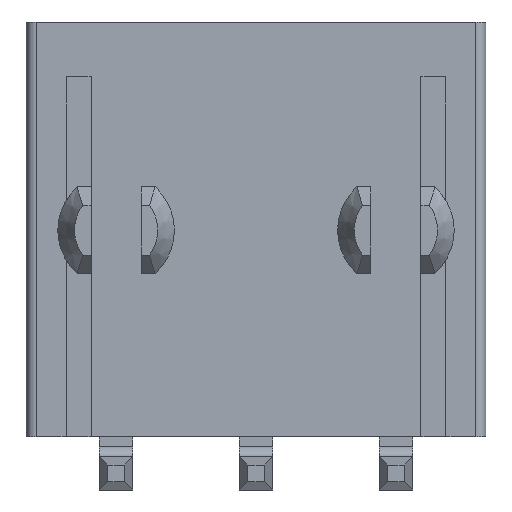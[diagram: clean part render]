
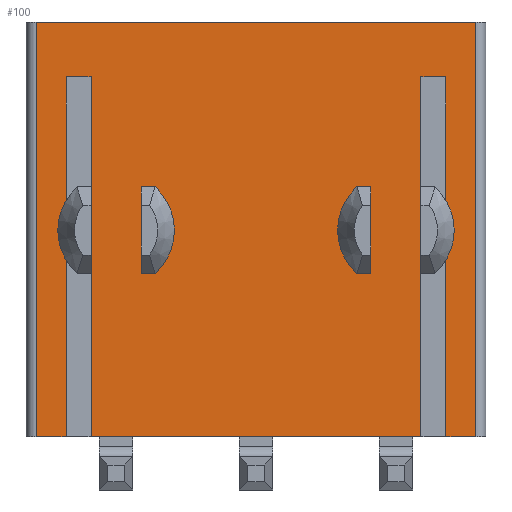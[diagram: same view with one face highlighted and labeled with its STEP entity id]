
A CAD part, front view. The second image highlights one B-rep face of the part: STEP entity #100.
In plain terms, the highlighted planar face has unit normal (0, -1, 0).
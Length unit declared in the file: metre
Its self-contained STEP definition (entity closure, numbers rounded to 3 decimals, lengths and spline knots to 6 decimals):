
#100 = ADVANCED_FACE( '', ( #308, #309, #310 ), #311, .T. );
#308 = FACE_OUTER_BOUND( '', #615, .T. );
#309 = FACE_BOUND( '', #616, .T. );
#310 = FACE_BOUND( '', #617, .T. );
#311 = PLANE( '', #618 );
#615 = EDGE_LOOP( '', ( #1244, #1245, #1246, #1247, #1248, #1249, #1250, #1251, #1252, #1253, #1254, #1255 ) );
#616 = EDGE_LOOP( '', ( #1256, #1257 ) );
#617 = EDGE_LOOP( '', ( #1258, #1259 ) );
#618 = AXIS2_PLACEMENT_3D( '', #1260, #1261, #1262 );
#1244 = ORIENTED_EDGE( '', *, *, #2181, .F. );
#1245 = ORIENTED_EDGE( '', *, *, #2182, .F. );
#1246 = ORIENTED_EDGE( '', *, *, #2183, .T. );
#1247 = ORIENTED_EDGE( '', *, *, #2008, .T. );
#1248 = ORIENTED_EDGE( '', *, *, #2133, .F. );
#1249 = ORIENTED_EDGE( '', *, *, #2184, .F. );
#1250 = ORIENTED_EDGE( '', *, *, #2185, .T. );
#1251 = ORIENTED_EDGE( '', *, *, #2186, .F. );
#1252 = ORIENTED_EDGE( '', *, *, #2046, .T. );
#1253 = ORIENTED_EDGE( '', *, *, #2187, .F. );
#1254 = ORIENTED_EDGE( '', *, *, #2178, .T. );
#1255 = ORIENTED_EDGE( '', *, *, #2188, .F. );
#1256 = ORIENTED_EDGE( '', *, *, #2189, .T. );
#1257 = ORIENTED_EDGE( '', *, *, #2190, .T. );
#1258 = ORIENTED_EDGE( '', *, *, #2191, .T. );
#1259 = ORIENTED_EDGE( '', *, *, #2192, .T. );
#1260 = CARTESIAN_POINT( '', ( 0.0069, 0.0004, 0. ) );
#1261 = DIRECTION( '', ( 0., -1., 0. ) );
#1262 = DIRECTION( '', ( 0., 0., -1. ) );
#2008 = EDGE_CURVE( '', #2401, #2399, #2402, .T. );
#2046 = EDGE_CURVE( '', #2474, #2472, #2475, .T. );
#2133 = EDGE_CURVE( '', #2623, #2399, #2626, .T. );
#2178 = EDGE_CURVE( '', #2688, #2698, #2700, .T. );
#2181 = EDGE_CURVE( '', #2703, #2704, #2705, .T. );
#2182 = EDGE_CURVE( '', #2706, #2703, #2707, .T. );
#2183 = EDGE_CURVE( '', #2706, #2401, #2708, .T. );
#2184 = EDGE_CURVE( '', #2709, #2623, #2710, .T. );
#2185 = EDGE_CURVE( '', #2709, #2711, #2712, .T. );
#2186 = EDGE_CURVE( '', #2474, #2711, #2713, .T. );
#2187 = EDGE_CURVE( '', #2688, #2472, #2714, .T. );
#2188 = EDGE_CURVE( '', #2704, #2698, #2715, .T. );
#2189 = EDGE_CURVE( '', #2716, #2717, #2718, .T. );
#2190 = EDGE_CURVE( '', #2717, #2716, #2719, .T. );
#2191 = EDGE_CURVE( '', #2720, #2721, #2722, .T. );
#2192 = EDGE_CURVE( '', #2721, #2720, #2723, .T. );
#2399 = VERTEX_POINT( '', #3022 );
#2401 = VERTEX_POINT( '', #3024 );
#2402 = LINE( '', #3025, #3026 );
#2472 = VERTEX_POINT( '', #3129 );
#2474 = VERTEX_POINT( '', #3132 );
#2475 = LINE( '', #3133, #3134 );
#2623 = VERTEX_POINT( '', #3358 );
#2626 = LINE( '', #3361, #3362 );
#2688 = VERTEX_POINT( '', #3455 );
#2698 = VERTEX_POINT( '', #3471 );
#2700 = LINE( '', #3474, #3475 );
#2703 = VERTEX_POINT( '', #3480 );
#2704 = VERTEX_POINT( '', #3481 );
#2705 = LINE( '', #3482, #3483 );
#2706 = VERTEX_POINT( '', #3484 );
#2707 = LINE( '', #3485, #3486 );
#2708 = LINE( '', #3487, #3488 );
#2709 = VERTEX_POINT( '', #3489 );
#2710 = LINE( '', #3490, #3491 );
#2711 = VERTEX_POINT( '', #3492 );
#2712 = LINE( '', #3493, #3494 );
#2713 = LINE( '', #3495, #3496 );
#2714 = LINE( '', #3497, #3498 );
#2715 = LINE( '', #3499, #3500 );
#2716 = VERTEX_POINT( '', #3501 );
#2717 = VERTEX_POINT( '', #3502 );
#2718 = LINE( '', #3503, #3504 );
#2719 = CIRCLE( '', #3505, 0.0015 );
#2720 = VERTEX_POINT( '', #3506 );
#2721 = VERTEX_POINT( '', #3507 );
#2722 = LINE( '', #3508, #3509 );
#2723 = CIRCLE( '', #3510, 0.0015 );
#3022 = CARTESIAN_POINT( '', ( -0.0066, 0.0004, 0. ) );
#3024 = CARTESIAN_POINT( '', ( 0.0066, 0.0004, 0. ) );
#3025 = CARTESIAN_POINT( '', ( 0.0066, 0.0004, 0. ) );
#3026 = VECTOR( '', #3879, 1. );
#3129 = CARTESIAN_POINT( '', ( -0.00495, 0.0004, -0.01245 ) );
#3132 = CARTESIAN_POINT( '', ( -0.00495, 0.0004, -0.00165 ) );
#3133 = CARTESIAN_POINT( '', ( -0.00495, 0.0004, -0.00165 ) );
#3134 = VECTOR( '', #3923, 1. );
#3358 = CARTESIAN_POINT( '', ( -0.0066, 0.0004, -0.01245 ) );
#3361 = CARTESIAN_POINT( '', ( -0.0066, 0.0004, -0.01245 ) );
#3362 = VECTOR( '', #4030, 1. );
#3455 = CARTESIAN_POINT( '', ( 0.00495, 0.0004, -0.01245 ) );
#3471 = CARTESIAN_POINT( '', ( 0.00495, 0.0004, -0.00165 ) );
#3474 = CARTESIAN_POINT( '', ( 0.00495, 0.0004, -0.01245 ) );
#3475 = VECTOR( '', #4087, 1. );
#3480 = CARTESIAN_POINT( '', ( 0.0057, 0.0004, -0.01245 ) );
#3481 = CARTESIAN_POINT( '', ( 0.0057, 0.0004, -0.00165 ) );
#3482 = CARTESIAN_POINT( '', ( 0.0057, 0.0004, -0.01245 ) );
#3483 = VECTOR( '', #4090, 1. );
#3484 = CARTESIAN_POINT( '', ( 0.0066, 0.0004, -0.01245 ) );
#3485 = CARTESIAN_POINT( '', ( 0.0066, 0.0004, -0.01245 ) );
#3486 = VECTOR( '', #4091, 1. );
#3487 = CARTESIAN_POINT( '', ( 0.0066, 0.0004, -0.01245 ) );
#3488 = VECTOR( '', #4092, 1. );
#3489 = CARTESIAN_POINT( '', ( -0.0057, 0.0004, -0.01245 ) );
#3490 = CARTESIAN_POINT( '', ( -0.0057, 0.0004, -0.01245 ) );
#3491 = VECTOR( '', #4093, 1. );
#3492 = CARTESIAN_POINT( '', ( -0.0057, 0.0004, -0.00165 ) );
#3493 = CARTESIAN_POINT( '', ( -0.0057, 0.0004, -0.01245 ) );
#3494 = VECTOR( '', #4094, 1. );
#3495 = CARTESIAN_POINT( '', ( -0.00495, 0.0004, -0.00165 ) );
#3496 = VECTOR( '', #4095, 1. );
#3497 = CARTESIAN_POINT( '', ( 0.00495, 0.0004, -0.01245 ) );
#3498 = VECTOR( '', #4096, 1. );
#3499 = CARTESIAN_POINT( '', ( 0.0057, 0.0004, -0.00165 ) );
#3500 = VECTOR( '', #4097, 1. );
#3501 = CARTESIAN_POINT( '', ( -0.00345, 0.0004, -0.007549 ) );
#3502 = CARTESIAN_POINT( '', ( -0.00345, 0.0004, -0.004951 ) );
#3503 = CARTESIAN_POINT( '', ( -0.00345, 0.0004, -0.007549 ) );
#3504 = VECTOR( '', #4098, 1. );
#3505 = AXIS2_PLACEMENT_3D( '', #4099, #4100, #4101 );
#3506 = CARTESIAN_POINT( '', ( 0.00345, 0.0004, -0.004951 ) );
#3507 = CARTESIAN_POINT( '', ( 0.00345, 0.0004, -0.007549 ) );
#3508 = CARTESIAN_POINT( '', ( 0.00345, 0.0004, -0.004951 ) );
#3509 = VECTOR( '', #4102, 1. );
#3510 = AXIS2_PLACEMENT_3D( '', #4103, #4104, #4105 );
#3879 = DIRECTION( '', ( -1., 0., 0. ) );
#3923 = DIRECTION( '', ( 0., 0., -1. ) );
#4030 = DIRECTION( '', ( 0., 0., 1. ) );
#4087 = DIRECTION( '', ( 0., 0., 1. ) );
#4090 = DIRECTION( '', ( 0., 0., 1. ) );
#4091 = DIRECTION( '', ( -1., 0., 0. ) );
#4092 = DIRECTION( '', ( 0., 0., 1. ) );
#4093 = DIRECTION( '', ( -1., 0., 0. ) );
#4094 = DIRECTION( '', ( 0., 0., 1. ) );
#4095 = DIRECTION( '', ( -1., 0., 0. ) );
#4096 = DIRECTION( '', ( -1., 0., 0. ) );
#4097 = DIRECTION( '', ( -1., 0., 0. ) );
#4098 = DIRECTION( '', ( 0., 0., 1. ) );
#4099 = CARTESIAN_POINT( '', ( -0.0042, 0.0004, -0.00625 ) );
#4100 = DIRECTION( '', ( 0., 1., 0. ) );
#4101 = DIRECTION( '', ( 0.5, 0., 0.866 ) );
#4102 = DIRECTION( '', ( 0., 0., -1. ) );
#4103 = CARTESIAN_POINT( '', ( 0.0042, 0.0004, -0.00625 ) );
#4104 = DIRECTION( '', ( 0., 1., 0. ) );
#4105 = DIRECTION( '', ( -0.5, 0., -0.866 ) );
